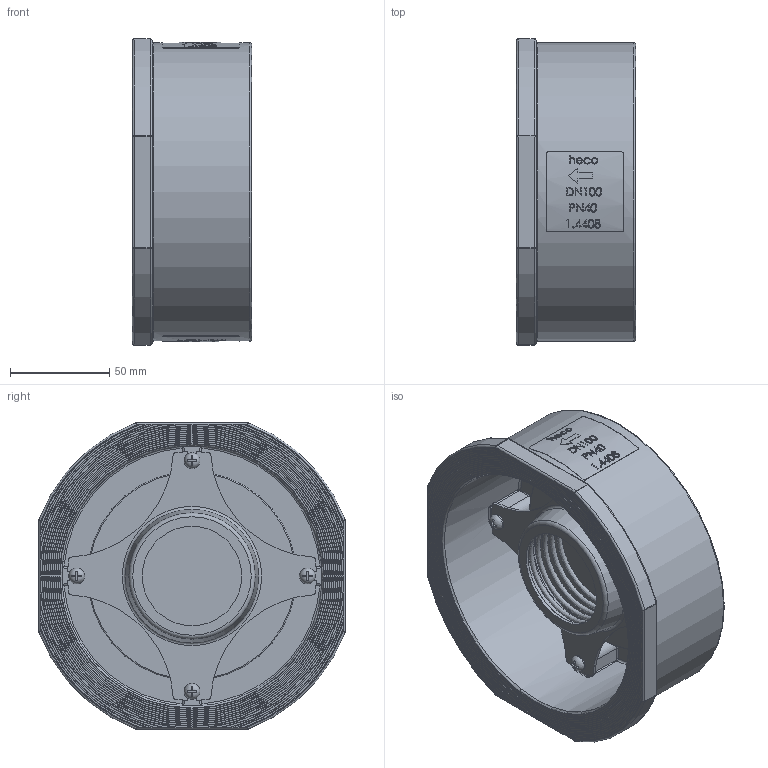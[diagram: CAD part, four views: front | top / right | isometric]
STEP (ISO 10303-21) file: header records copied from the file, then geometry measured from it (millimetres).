
FILE_DESCRIPTION (( 'STEP AP214' ), '1' );
FILE_NAME ('RVZF-100-4 Rückschlagventil Zwischenflansch heco.STEP', '2015-03-26T15:46:15', ( 'test' ), ( '' ), 'SwSTEP 2.0', 'SolidWorks 2011', '' );
FILE_SCHEMA (( 'AUTOMOTIVE_DESIGN' ));
Length unit declared in the file: millimetre
Products named in the file (1): RVZF-100-4 Rückschlagventil Zwischenflansch heco
Bounding box: 60 x 154 x 154 mm (x, y, z)
Volume: 386356.6 mm3; surface area: 119330.2 mm2
Topology: 1 solids, 5 shells, 855 faces, 2180 edges, 1417 vertices
Faces by surface type: plane 380, bspline 223, cylinder 138, torus 96, sphere 16, cone 2
Full cylindrical faces by diameter (mm): 8 x4, 50 x1, 95 x1, 105 x2, 131 x1, 150 x1
Entity records: 44885 total; most frequent: CARTESIAN_POINT 16791, ORIENTED_EDGE 4112, DIRECTION 3229, EDGE_CURVE 2056, VERTEX_POINT 1367, AXIS2_PLACEMENT_3D 1145, EDGE_LOOP 1025, LINE 939
